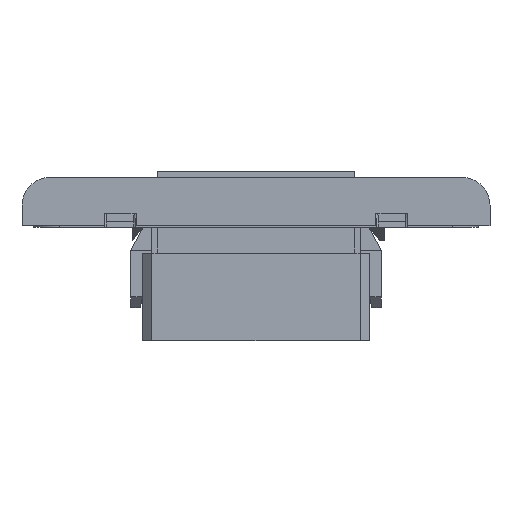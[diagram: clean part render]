
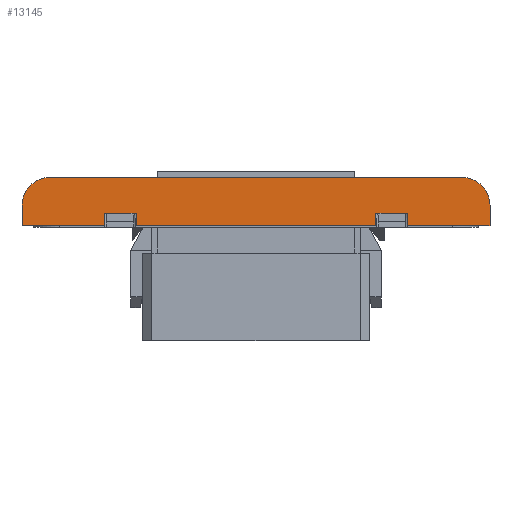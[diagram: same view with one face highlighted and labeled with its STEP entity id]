
A CAD part, front view. The second image highlights one B-rep face of the part: STEP entity #13145.
In plain terms, the highlighted planar face has unit normal (0, -1, 0).
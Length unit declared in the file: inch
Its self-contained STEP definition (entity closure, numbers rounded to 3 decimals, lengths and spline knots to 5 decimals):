
#869 = VERTEX_POINT ( 'NONE', #40209 ) ;
#1379 = DIRECTION ( 'NONE',  ( 1., 0., 0. ) ) ;
#1415 = LINE ( 'NONE', #6969, #22470 ) ;
#1901 = CARTESIAN_POINT ( 'NONE',  ( -0.8685, -1.695, 0. ) ) ;
#2920 = LINE ( 'NONE', #1901, #23942 ) ;
#2948 = LINE ( 'NONE', #45367, #43781 ) ;
#4162 = EDGE_CURVE ( 'NONE', #49088, #44095, #2920, .T. ) ;
#4479 = CARTESIAN_POINT ( 'NONE',  ( 1.495, -1.695, 0.15 ) ) ;
#4499 = ORIENTED_EDGE ( 'NONE', *, *, #23766, .F. ) ;
#4526 = EDGE_LOOP ( 'NONE', ( #33889, #7082, #4499, #11690, #10502, #36078, #22147, #29137, #26334, #47869, #5018, #34155, #10865, #41270 ) ) ;
#4768 = VERTEX_POINT ( 'NONE', #17208 ) ;
#5018 = ORIENTED_EDGE ( 'NONE', *, *, #4162, .T. ) ;
#5257 = LINE ( 'NONE', #36533, #47308 ) ;
#6796 = DIRECTION ( 'NONE',  ( 1., 0., 0. ) ) ;
#6846 = DIRECTION ( 'NONE',  ( 0., 0., -1. ) ) ;
#6969 = CARTESIAN_POINT ( 'NONE',  ( 1.695, -1.695, 0. ) ) ;
#7082 = ORIENTED_EDGE ( 'NONE', *, *, #46860, .T. ) ;
#7175 = VERTEX_POINT ( 'NONE', #31831 ) ;
#8110 = CARTESIAN_POINT ( 'NONE',  ( -0.8685, -1.695, 0.09 ) ) ;
#8331 = VECTOR ( 'NONE', #15448, 39.37008 ) ;
#8460 = DIRECTION ( 'NONE',  ( -1., 0., 0. ) ) ;
#9546 = EDGE_CURVE ( 'NONE', #44095, #7175, #50824, .T. ) ;
#10502 = ORIENTED_EDGE ( 'NONE', *, *, #46533, .F. ) ;
#10865 = ORIENTED_EDGE ( 'NONE', *, *, #39359, .T. ) ;
#11648 = AXIS2_PLACEMENT_3D ( 'NONE', #4479, #32145, #8460 ) ;
#11690 = ORIENTED_EDGE ( 'NONE', *, *, #17535, .T. ) ;
#12031 = CARTESIAN_POINT ( 'NONE',  ( -1.695, -1.695, 0. ) ) ;
#12867 = DIRECTION ( 'NONE',  ( 1., 0., 0. ) ) ;
#13145 = ADVANCED_FACE ( 'NONE', ( #38512 ), #38100, .F. ) ;
#13727 = LINE ( 'NONE', #22553, #20533 ) ;
#14406 = DIRECTION ( 'NONE',  ( 0., 1., 0. ) ) ;
#15448 = DIRECTION ( 'NONE',  ( 0., 0., -1. ) ) ;
#15630 = EDGE_CURVE ( 'NONE', #24758, #49088, #27754, .T. ) ;
#15701 = AXIS2_PLACEMENT_3D ( 'NONE', #30150, #14406, #42080 ) ;
#15948 = EDGE_CURVE ( 'NONE', #41974, #29135, #50546, .T. ) ;
#16166 = VERTEX_POINT ( 'NONE', #50404 ) ;
#16470 = VECTOR ( 'NONE', #47922, 39.37008 ) ;
#17140 = CARTESIAN_POINT ( 'NONE',  ( 1.695, -1.695, 0.15 ) ) ;
#17208 = CARTESIAN_POINT ( 'NONE',  ( -1.495, -1.695, 0.35 ) ) ;
#17535 = EDGE_CURVE ( 'NONE', #50353, #869, #42838, .T. ) ;
#17544 = CIRCLE ( 'NONE', #50132, 0.2 ) ;
#17817 = LINE ( 'NONE', #20802, #38845 ) ;
#18002 = DIRECTION ( 'NONE',  ( 0., -1., 0. ) ) ;
#19175 = CARTESIAN_POINT ( 'NONE',  ( 0.8685, -1.695, 0.09 ) ) ;
#19367 = EDGE_CURVE ( 'NONE', #28038, #48602, #20077, .T. ) ;
#19722 = CARTESIAN_POINT ( 'NONE',  ( 1.0985, -1.695, 0. ) ) ;
#20077 = LINE ( 'NONE', #35184, #8331 ) ;
#20533 = VECTOR ( 'NONE', #6846, 39.37008 ) ;
#20802 = CARTESIAN_POINT ( 'NONE',  ( 1.695, -1.695, 0.35 ) ) ;
#22147 = ORIENTED_EDGE ( 'NONE', *, *, #43928, .T. ) ;
#22470 = VECTOR ( 'NONE', #6796, 39.37008 ) ;
#22553 = CARTESIAN_POINT ( 'NONE',  ( -1.695, -1.695, 0.35 ) ) ;
#23766 = EDGE_CURVE ( 'NONE', #50353, #26915, #17817, .T. ) ;
#23942 = VECTOR ( 'NONE', #25225, 39.37008 ) ;
#24758 = VERTEX_POINT ( 'NONE', #28166 ) ;
#25225 = DIRECTION ( 'NONE',  ( 0., 0., -1. ) ) ;
#26334 = ORIENTED_EDGE ( 'NONE', *, *, #32481, .T. ) ;
#26915 = VERTEX_POINT ( 'NONE', #41769 ) ;
#27754 = LINE ( 'NONE', #43222, #47535 ) ;
#27812 = CARTESIAN_POINT ( 'NONE',  ( 1.0985, -1.695, 0.09 ) ) ;
#28038 = VERTEX_POINT ( 'NONE', #27812 ) ;
#28166 = CARTESIAN_POINT ( 'NONE',  ( -1.0985, -1.695, 0.09 ) ) ;
#29135 = VERTEX_POINT ( 'NONE', #40450 ) ;
#29137 = ORIENTED_EDGE ( 'NONE', *, *, #15948, .T. ) ;
#30150 = CARTESIAN_POINT ( 'NONE',  ( 1.695, -1.695, 0.35 ) ) ;
#30759 = CARTESIAN_POINT ( 'NONE',  ( -0.8685, -1.695, 0. ) ) ;
#30995 = VERTEX_POINT ( 'NONE', #19175 ) ;
#31831 = CARTESIAN_POINT ( 'NONE',  ( 0.8685, -1.695, 0. ) ) ;
#32145 = DIRECTION ( 'NONE',  ( 0., -1., 0. ) ) ;
#32481 = EDGE_CURVE ( 'NONE', #29135, #24758, #48033, .T. ) ;
#33889 = ORIENTED_EDGE ( 'NONE', *, *, #19367, .T. ) ;
#34155 = ORIENTED_EDGE ( 'NONE', *, *, #9546, .T. ) ;
#35184 = CARTESIAN_POINT ( 'NONE',  ( 1.0985, -1.695, 0. ) ) ;
#35808 = EDGE_CURVE ( 'NONE', #30995, #28038, #39240, .T. ) ;
#36078 = ORIENTED_EDGE ( 'NONE', *, *, #46765, .T. ) ;
#36533 = CARTESIAN_POINT ( 'NONE',  ( 1.695, -1.695, 0.35 ) ) ;
#38008 = VECTOR ( 'NONE', #42689, 39.37008 ) ;
#38100 = PLANE ( 'NONE',  #15701 ) ;
#38512 = FACE_OUTER_BOUND ( 'NONE', #4526, .T. ) ;
#38690 = CARTESIAN_POINT ( 'NONE',  ( 1.0985, -1.695, 0.09 ) ) ;
#38845 = VECTOR ( 'NONE', #48467, 39.37008 ) ;
#39240 = LINE ( 'NONE', #38690, #38008 ) ;
#39359 = EDGE_CURVE ( 'NONE', #7175, #30995, #2948, .T. ) ;
#40043 = VECTOR ( 'NONE', #48529, 39.37008 ) ;
#40209 = CARTESIAN_POINT ( 'NONE',  ( 1.495, -1.695, 0.35 ) ) ;
#40316 = VECTOR ( 'NONE', #1379, 39.37008 ) ;
#40450 = CARTESIAN_POINT ( 'NONE',  ( -1.0985, -1.695, 0. ) ) ;
#41270 = ORIENTED_EDGE ( 'NONE', *, *, #35808, .T. ) ;
#41702 = CARTESIAN_POINT ( 'NONE',  ( -1.495, -1.695, 0.15 ) ) ;
#41769 = CARTESIAN_POINT ( 'NONE',  ( 1.695, -1.695, 0. ) ) ;
#41974 = VERTEX_POINT ( 'NONE', #12031 ) ;
#42080 = DIRECTION ( 'NONE',  ( -1., 0., 0. ) ) ;
#42689 = DIRECTION ( 'NONE',  ( 1., 0., 0. ) ) ;
#42838 = CIRCLE ( 'NONE', #11648, 0.2 ) ;
#43222 = CARTESIAN_POINT ( 'NONE',  ( -1.0985, -1.695, 0.09 ) ) ;
#43781 = VECTOR ( 'NONE', #49336, 39.37008 ) ;
#43928 = EDGE_CURVE ( 'NONE', #16166, #41974, #13727, .T. ) ;
#43971 = CARTESIAN_POINT ( 'NONE',  ( -1.0985, -1.695, 0. ) ) ;
#44095 = VERTEX_POINT ( 'NONE', #30759 ) ;
#44574 = CARTESIAN_POINT ( 'NONE',  ( 1.695, -1.695, 0. ) ) ;
#44817 = CARTESIAN_POINT ( 'NONE',  ( 1.695, -1.695, 0. ) ) ;
#45367 = CARTESIAN_POINT ( 'NONE',  ( 0.8685, -1.695, 0. ) ) ;
#45683 = DIRECTION ( 'NONE',  ( -1., 0., 0. ) ) ;
#46533 = EDGE_CURVE ( 'NONE', #4768, #869, #5257, .T. ) ;
#46765 = EDGE_CURVE ( 'NONE', #4768, #16166, #17544, .T. ) ;
#46860 = EDGE_CURVE ( 'NONE', #48602, #26915, #1415, .T. ) ;
#47177 = DIRECTION ( 'NONE',  ( 1., 0., 0. ) ) ;
#47308 = VECTOR ( 'NONE', #12867, 39.37008 ) ;
#47535 = VECTOR ( 'NONE', #47177, 39.37008 ) ;
#47869 = ORIENTED_EDGE ( 'NONE', *, *, #15630, .T. ) ;
#47922 = DIRECTION ( 'NONE',  ( 0., 0., 1. ) ) ;
#48033 = LINE ( 'NONE', #43971, #16470 ) ;
#48467 = DIRECTION ( 'NONE',  ( 0., 0., -1. ) ) ;
#48529 = DIRECTION ( 'NONE',  ( 1., 0., 0. ) ) ;
#48602 = VERTEX_POINT ( 'NONE', #19722 ) ;
#49088 = VERTEX_POINT ( 'NONE', #8110 ) ;
#49336 = DIRECTION ( 'NONE',  ( 0., 0., 1. ) ) ;
#50132 = AXIS2_PLACEMENT_3D ( 'NONE', #41702, #18002, #45683 ) ;
#50353 = VERTEX_POINT ( 'NONE', #17140 ) ;
#50404 = CARTESIAN_POINT ( 'NONE',  ( -1.695, -1.695, 0.15 ) ) ;
#50546 = LINE ( 'NONE', #44574, #40043 ) ;
#50824 = LINE ( 'NONE', #44817, #40316 ) ;
